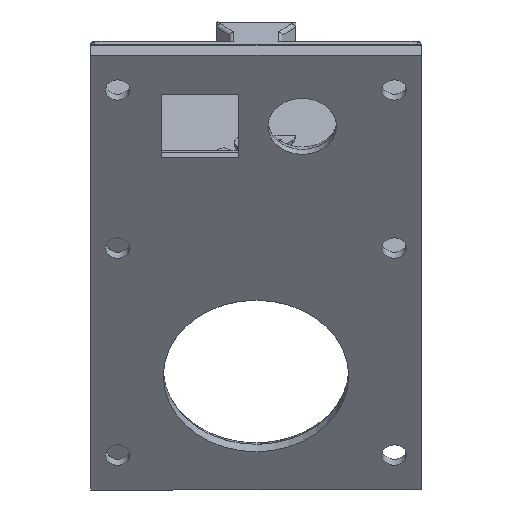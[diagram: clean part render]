
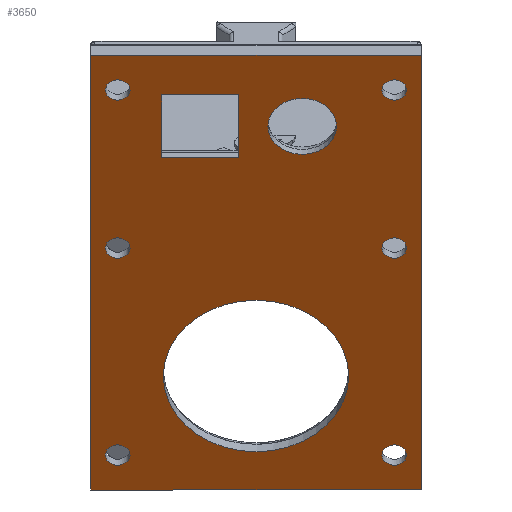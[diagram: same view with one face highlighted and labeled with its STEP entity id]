
A CAD part, isometric view. The second image highlights one B-rep face of the part: STEP entity #3650.
In plain terms, the highlighted planar face has unit normal (-0.707, -0.707, 0).
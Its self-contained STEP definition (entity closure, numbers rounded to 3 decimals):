
#149=CIRCLE('',#3678,10.828);
#158=CIRCLE('',#3690,4.);
#236=CIRCLE('',#3928,1.45);
#237=CIRCLE('',#3930,1.45);
#238=CIRCLE('',#3932,1.45);
#240=CIRCLE('',#3936,1.45);
#242=CIRCLE('',#3940,1.45);
#243=CIRCLE('',#3942,1.45);
#259=FACE_BOUND('',#848,.T.);
#260=FACE_BOUND('',#849,.T.);
#261=FACE_BOUND('',#850,.T.);
#262=FACE_BOUND('',#851,.T.);
#263=FACE_BOUND('',#852,.T.);
#264=FACE_BOUND('',#853,.T.);
#265=FACE_BOUND('',#854,.T.);
#266=FACE_BOUND('',#855,.T.);
#267=FACE_BOUND('',#856,.T.);
#640=FACE_OUTER_BOUND('',#847,.T.);
#847=EDGE_LOOP('',(#3377,#3378,#3379,#3380));
#848=EDGE_LOOP('',(#3381));
#849=EDGE_LOOP('',(#3382));
#850=EDGE_LOOP('',(#3383));
#851=EDGE_LOOP('',(#3384));
#852=EDGE_LOOP('',(#3385));
#853=EDGE_LOOP('',(#3386));
#854=EDGE_LOOP('',(#3387));
#855=EDGE_LOOP('',(#3388,#3389,#3390,#3391));
#856=EDGE_LOOP('',(#3392));
#975=LINE('',#6247,#1254);
#978=LINE('',#6252,#1257);
#1022=LINE('',#6439,#1301);
#1032=LINE('',#6466,#1311);
#1092=LINE('',#6901,#1371);
#1093=LINE('',#6903,#1372);
#1133=LINE('',#7008,#1412);
#1135=LINE('',#7011,#1414);
#1254=VECTOR('',#4162,10.);
#1257=VECTOR('',#4167,10.);
#1301=VECTOR('',#4335,10.);
#1311=VECTOR('',#4355,10.);
#1371=VECTOR('',#4689,10.);
#1372=VECTOR('',#4692,10.);
#1412=VECTOR('',#4812,10.);
#1414=VECTOR('',#4816,10.);
#1564=VERTEX_POINT('',#6183);
#1582=VERTEX_POINT('',#6224);
#1587=VERTEX_POINT('',#6244);
#1588=VERTEX_POINT('',#6246);
#1589=VERTEX_POINT('',#6250);
#1647=VERTEX_POINT('',#6436);
#1648=VERTEX_POINT('',#6438);
#1660=VERTEX_POINT('',#6464);
#1732=VERTEX_POINT('',#6899);
#1749=VERTEX_POINT('',#6973);
#1750=VERTEX_POINT('',#6977);
#1751=VERTEX_POINT('',#6981);
#1753=VERTEX_POINT('',#6989);
#1755=VERTEX_POINT('',#6997);
#1756=VERTEX_POINT('',#7001);
#1757=VERTEX_POINT('',#7007);
#1974=EDGE_CURVE('',#1564,#1564,#149,.T.);
#1994=EDGE_CURVE('',#1582,#1582,#158,.T.);
#2005=EDGE_CURVE('',#1588,#1587,#975,.T.);
#2008=EDGE_CURVE('',#1587,#1589,#978,.T.);
#2092=EDGE_CURVE('',#1648,#1647,#1022,.T.);
#2106=EDGE_CURVE('',#1647,#1660,#1032,.T.);
#2251=EDGE_CURVE('',#1660,#1732,#1092,.T.);
#2252=EDGE_CURVE('',#1732,#1648,#1093,.T.);
#2285=EDGE_CURVE('',#1749,#1749,#236,.T.);
#2287=EDGE_CURVE('',#1750,#1750,#237,.T.);
#2289=EDGE_CURVE('',#1751,#1751,#238,.T.);
#2293=EDGE_CURVE('',#1753,#1753,#240,.T.);
#2297=EDGE_CURVE('',#1755,#1755,#242,.T.);
#2299=EDGE_CURVE('',#1756,#1756,#243,.T.);
#2300=EDGE_CURVE('',#1757,#1588,#1133,.T.);
#2302=EDGE_CURVE('',#1589,#1757,#1135,.T.);
#3377=ORIENTED_EDGE('',*,*,#2251,.T.);
#3378=ORIENTED_EDGE('',*,*,#2252,.T.);
#3379=ORIENTED_EDGE('',*,*,#2092,.T.);
#3380=ORIENTED_EDGE('',*,*,#2106,.T.);
#3381=ORIENTED_EDGE('',*,*,#2285,.T.);
#3382=ORIENTED_EDGE('',*,*,#2287,.T.);
#3383=ORIENTED_EDGE('',*,*,#2289,.T.);
#3384=ORIENTED_EDGE('',*,*,#2293,.T.);
#3385=ORIENTED_EDGE('',*,*,#2297,.T.);
#3386=ORIENTED_EDGE('',*,*,#2299,.T.);
#3387=ORIENTED_EDGE('',*,*,#1994,.T.);
#3388=ORIENTED_EDGE('',*,*,#2008,.T.);
#3389=ORIENTED_EDGE('',*,*,#2302,.T.);
#3390=ORIENTED_EDGE('',*,*,#2300,.T.);
#3391=ORIENTED_EDGE('',*,*,#2005,.T.);
#3392=ORIENTED_EDGE('',*,*,#1974,.T.);
#3449=PLANE('',#3947);
#3650=ADVANCED_FACE('',(#640,#259,#260,#261,#262,#263,#264,#265,#266,#267),
#3449,.T.);
#3678=AXIS2_PLACEMENT_3D('',#6184,#4101,#4102);
#3690=AXIS2_PLACEMENT_3D('',#6225,#4136,#4137);
#3928=AXIS2_PLACEMENT_3D('',#6975,#4769,#4770);
#3930=AXIS2_PLACEMENT_3D('',#6979,#4774,#4775);
#3932=AXIS2_PLACEMENT_3D('',#6983,#4779,#4780);
#3936=AXIS2_PLACEMENT_3D('',#6991,#4789,#4790);
#3940=AXIS2_PLACEMENT_3D('',#6999,#4799,#4800);
#3942=AXIS2_PLACEMENT_3D('',#7003,#4804,#4805);
#3947=AXIS2_PLACEMENT_3D('',#7012,#4817,#4818);
#4101=DIRECTION('center_axis',(0.707,0.707,0.));
#4102=DIRECTION('ref_axis',(-0.707,0.707,0.));
#4136=DIRECTION('center_axis',(0.707,0.707,0.));
#4137=DIRECTION('ref_axis',(-0.707,0.707,0.));
#4162=DIRECTION('',(0.,0.,1.));
#4167=DIRECTION('',(0.707,-0.707,0.));
#4335=DIRECTION('',(0.707,-0.707,0.));
#4355=DIRECTION('',(0.,0.,1.));
#4689=DIRECTION('',(-0.707,0.707,0.));
#4692=DIRECTION('',(0.,0.,-1.));
#4769=DIRECTION('center_axis',(0.707,0.707,0.));
#4770=DIRECTION('ref_axis',(0.,0.,1.));
#4774=DIRECTION('center_axis',(0.707,0.707,0.));
#4775=DIRECTION('ref_axis',(0.,0.,1.));
#4779=DIRECTION('center_axis',(0.707,0.707,0.));
#4780=DIRECTION('ref_axis',(0.,0.,1.));
#4789=DIRECTION('center_axis',(0.707,0.707,0.));
#4790=DIRECTION('ref_axis',(0.,0.,1.));
#4799=DIRECTION('center_axis',(0.707,0.707,0.));
#4800=DIRECTION('ref_axis',(0.,0.,1.));
#4804=DIRECTION('center_axis',(0.707,0.707,0.));
#4805=DIRECTION('ref_axis',(0.,0.,1.));
#4812=DIRECTION('',(-0.707,0.707,0.));
#4816=DIRECTION('',(0.,0.,-1.));
#4817=DIRECTION('center_axis',(-0.707,-0.707,0.));
#4818=DIRECTION('ref_axis',(0.,0.,1.));
#6183=CARTESIAN_POINT('',(-5.637,-20.95,16.3));
#6184=CARTESIAN_POINT('Origin',(-13.294,-13.294,16.3));
#6224=CARTESIAN_POINT('',(-6.647,-19.94,52.));
#6225=CARTESIAN_POINT('Origin',(-9.475,-17.112,52.));
#6244=CARTESIAN_POINT('',(-21.072,-5.515,56.5));
#6246=CARTESIAN_POINT('',(-21.072,-5.515,47.5));
#6247=CARTESIAN_POINT('',(-21.072,-5.515,39.3));
#6250=CARTESIAN_POINT('',(-14.708,-11.879,56.5));
#6252=CARTESIAN_POINT('',(-17.183,-9.405,56.5));
#6436=CARTESIAN_POINT('',(0.354,-26.941,0.));
#6438=CARTESIAN_POINT('',(-26.941,0.354,0.));
#6439=CARTESIAN_POINT('',(-6.47,-20.117,0.));
#6464=CARTESIAN_POINT('',(0.354,-26.941,62.2));
#6466=CARTESIAN_POINT('',(0.354,-26.941,46.65));
#6899=CARTESIAN_POINT('',(-26.941,0.354,62.2));
#6901=CARTESIAN_POINT('',(-20.117,-6.47,62.2));
#6903=CARTESIAN_POINT('',(-26.941,0.354,15.55));
#6973=CARTESIAN_POINT('',(-1.874,-24.713,33.15));
#6975=CARTESIAN_POINT('Origin',(-1.874,-24.713,34.6));
#6977=CARTESIAN_POINT('',(-24.713,-1.874,33.15));
#6979=CARTESIAN_POINT('Origin',(-24.713,-1.874,34.6));
#6981=CARTESIAN_POINT('',(-24.713,-1.874,55.75));
#6983=CARTESIAN_POINT('Origin',(-24.713,-1.874,57.2));
#6989=CARTESIAN_POINT('',(-1.874,-24.713,55.75));
#6991=CARTESIAN_POINT('Origin',(-1.874,-24.713,57.2));
#6997=CARTESIAN_POINT('',(-24.713,-1.874,3.55));
#6999=CARTESIAN_POINT('Origin',(-24.713,-1.874,5.));
#7001=CARTESIAN_POINT('',(-1.874,-24.713,3.55));
#7003=CARTESIAN_POINT('Origin',(-1.874,-24.713,5.));
#7007=CARTESIAN_POINT('',(-14.708,-11.879,47.5));
#7008=CARTESIAN_POINT('',(-14.001,-12.587,47.5));
#7011=CARTESIAN_POINT('',(-14.708,-11.879,43.8));
#7012=CARTESIAN_POINT('Origin',(-13.294,-13.294,31.1));
